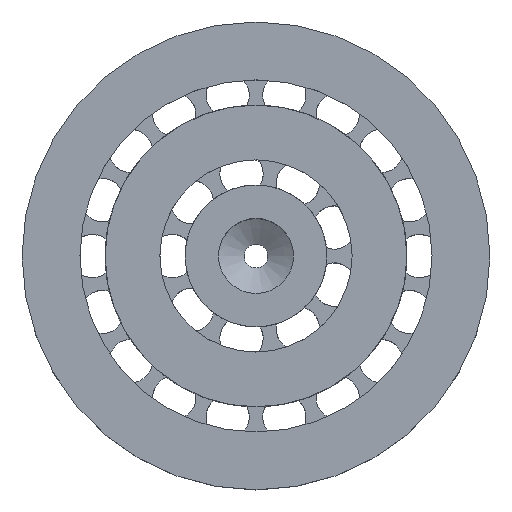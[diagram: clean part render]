
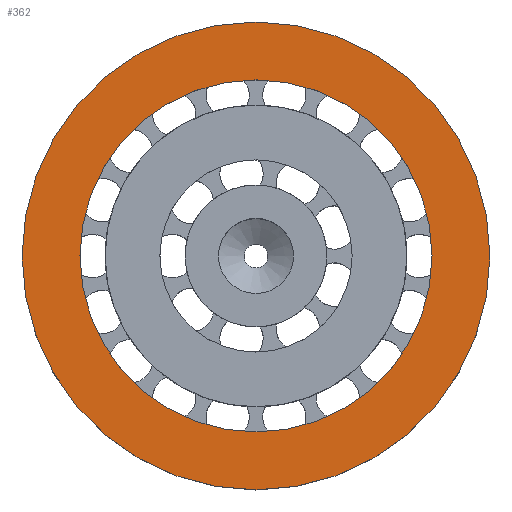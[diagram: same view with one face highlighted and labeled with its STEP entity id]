
A CAD part, top view. The second image highlights one B-rep face of the part: STEP entity #362.
In plain terms, the highlighted planar face has unit normal (0, 0, 1).
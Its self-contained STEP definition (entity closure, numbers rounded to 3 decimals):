
#192=PLANE('',#2120);
#362=ADVANCED_FACE('',(#466,#467),#192,.T.);
#466=FACE_BOUND('',#593,.T.);
#467=FACE_BOUND('',#594,.T.);
#593=EDGE_LOOP('',(#868));
#594=EDGE_LOOP('',(#869));
#868=ORIENTED_EDGE('',*,*,#1570,.F.);
#869=ORIENTED_EDGE('',*,*,#1568,.T.);
#1412=VERTEX_POINT('',#3350);
#1414=VERTEX_POINT('',#3355);
#1568=EDGE_CURVE('',#1412,#1412,#1841,.T.);
#1570=EDGE_CURVE('',#1414,#1414,#1843,.T.);
#1841=CIRCLE('',#2116,29.7);
#1843=CIRCLE('',#2119,22.35);
#2116=AXIS2_PLACEMENT_3D('',#3349,#2638,#2639);
#2119=AXIS2_PLACEMENT_3D('',#3354,#2644,#2645);
#2120=AXIS2_PLACEMENT_3D('',#3356,#2646,#2647);
#2638=DIRECTION('',(0.,0.,1.));
#2639=DIRECTION('',(1.,0.,0.));
#2644=DIRECTION('',(0.,0.,1.));
#2645=DIRECTION('',(1.,0.,0.));
#2646=DIRECTION('',(0.,0.,1.));
#2647=DIRECTION('',(1.,0.,0.));
#3349=CARTESIAN_POINT('',(0.,0.,19.5));
#3350=CARTESIAN_POINT('',(29.7,0.,19.5));
#3354=CARTESIAN_POINT('',(0.,0.,19.5));
#3355=CARTESIAN_POINT('',(22.35,0.,19.5));
#3356=CARTESIAN_POINT('',(0.,0.,19.5));
